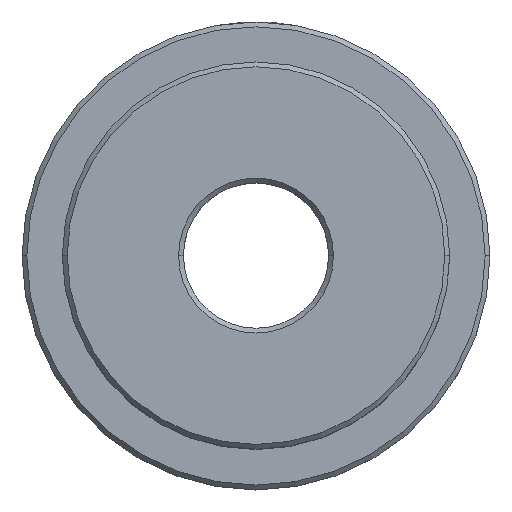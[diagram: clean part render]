
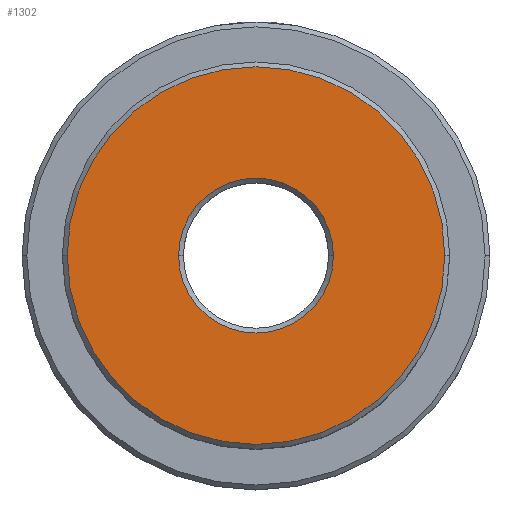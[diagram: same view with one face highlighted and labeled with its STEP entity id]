
A CAD part, top view. The second image highlights one B-rep face of the part: STEP entity #1302.
In plain terms, the highlighted planar face has unit normal (0, 0, 1).
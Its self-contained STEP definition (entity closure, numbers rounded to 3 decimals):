
#32 = CIRCLE ( 'NONE', #1293, 4.8 ) ;
#64 = CARTESIAN_POINT ( 'NONE',  ( 0., 0., 16. ) ) ;
#95 = DIRECTION ( 'NONE',  ( 1., 0., 0. ) ) ;
#98 = DIRECTION ( 'NONE',  ( 1., 0., 0. ) ) ;
#121 = ORIENTED_EDGE ( 'NONE', *, *, #1313, .T. ) ;
#181 = CIRCLE ( 'NONE', #1018, 11.7 ) ;
#188 = DIRECTION ( 'NONE',  ( 0., 0., -1. ) ) ;
#197 = CARTESIAN_POINT ( 'NONE',  ( 0., 0., 16. ) ) ;
#200 = DIRECTION ( 'NONE',  ( 0., 0., 1. ) ) ;
#206 = CARTESIAN_POINT ( 'NONE',  ( 0., 0., 16. ) ) ;
#242 = CARTESIAN_POINT ( 'NONE',  ( 0., 0., 16. ) ) ;
#250 = VERTEX_POINT ( 'NONE', #879 ) ;
#252 = CARTESIAN_POINT ( 'NONE',  ( 4.8, 0., 16. ) ) ;
#254 = FACE_OUTER_BOUND ( 'NONE', #619, .T. ) ;
#291 = DIRECTION ( 'NONE',  ( 0., 0., 1. ) ) ;
#307 = VERTEX_POINT ( 'NONE', #780 ) ;
#349 = DIRECTION ( 'NONE',  ( 1., 0., 0. ) ) ;
#352 = CARTESIAN_POINT ( 'NONE',  ( -11.7, 0., 16. ) ) ;
#395 = PLANE ( 'NONE',  #563 ) ;
#402 = EDGE_CURVE ( 'NONE', #970, #250, #181, .T. ) ;
#475 = AXIS2_PLACEMENT_3D ( 'NONE', #974, #291, #1078 ) ;
#561 = EDGE_CURVE ( 'NONE', #1178, #307, #32, .T. ) ;
#563 = AXIS2_PLACEMENT_3D ( 'NONE', #64, #616, #624 ) ;
#616 = DIRECTION ( 'NONE',  ( 0., 0., 1. ) ) ;
#619 = EDGE_LOOP ( 'NONE', ( #1433, #121 ) ) ;
#624 = DIRECTION ( 'NONE',  ( 1., 0., 0. ) ) ;
#698 = ORIENTED_EDGE ( 'NONE', *, *, #561, .T. ) ;
#748 = EDGE_LOOP ( 'NONE', ( #698, #838 ) ) ;
#780 = CARTESIAN_POINT ( 'NONE',  ( -4.8, 0., 16. ) ) ;
#838 = ORIENTED_EDGE ( 'NONE', *, *, #953, .T. ) ;
#863 = FACE_BOUND ( 'NONE', #748, .T. ) ;
#879 = CARTESIAN_POINT ( 'NONE',  ( 11.7, 0., 16. ) ) ;
#953 = EDGE_CURVE ( 'NONE', #307, #1178, #1261, .T. ) ;
#970 = VERTEX_POINT ( 'NONE', #352 ) ;
#974 = CARTESIAN_POINT ( 'NONE',  ( 0., 0., 16. ) ) ;
#1018 = AXIS2_PLACEMENT_3D ( 'NONE', #206, #200, #98 ) ;
#1036 = DIRECTION ( 'NONE',  ( 0., 0., -1. ) ) ;
#1078 = DIRECTION ( 'NONE',  ( 1., 0., 0. ) ) ;
#1178 = VERTEX_POINT ( 'NONE', #252 ) ;
#1229 = AXIS2_PLACEMENT_3D ( 'NONE', #242, #1036, #349 ) ;
#1261 = CIRCLE ( 'NONE', #1229, 4.8 ) ;
#1293 = AXIS2_PLACEMENT_3D ( 'NONE', #197, #188, #95 ) ;
#1302 = ADVANCED_FACE ( 'NONE', ( #863, #254 ), #395, .T. ) ;
#1313 = EDGE_CURVE ( 'NONE', #250, #970, #1421, .T. ) ;
#1421 = CIRCLE ( 'NONE', #475, 11.7 ) ;
#1433 = ORIENTED_EDGE ( 'NONE', *, *, #402, .T. ) ;
